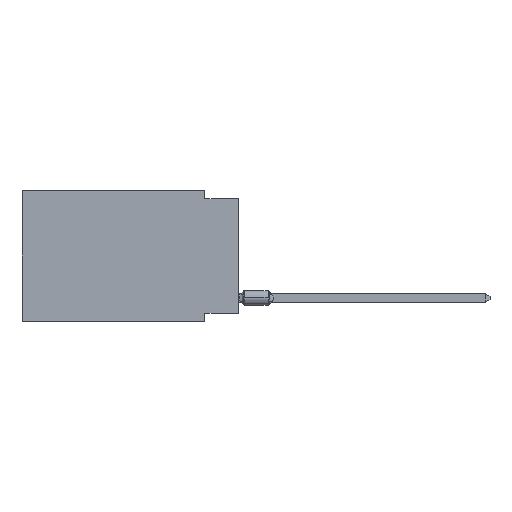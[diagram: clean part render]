
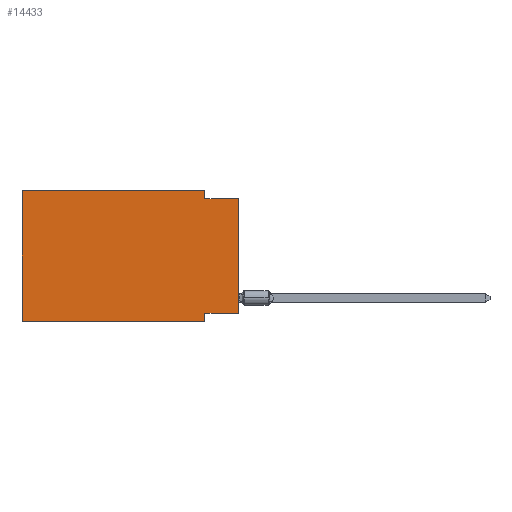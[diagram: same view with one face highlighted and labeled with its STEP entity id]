
A CAD part, left-side view. The second image highlights one B-rep face of the part: STEP entity #14433.
In plain terms, the highlighted planar face has unit normal (-1, 0, 0).
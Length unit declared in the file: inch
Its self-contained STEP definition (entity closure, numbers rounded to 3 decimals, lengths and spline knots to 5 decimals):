
#303 = LINE ( 'NONE', #14691, #11799 ) ;
#459 = VECTOR ( 'NONE', #10421, 39.37008 ) ;
#505 = ORIENTED_EDGE ( 'NONE', *, *, #15138, .F. ) ;
#1029 = LINE ( 'NONE', #14152, #4318 ) ;
#1374 = LINE ( 'NONE', #7249, #9806 ) ;
#1831 = LINE ( 'NONE', #10292, #14072 ) ;
#1993 = CARTESIAN_POINT ( 'NONE',  ( 0., 0.1, -0.365 ) ) ;
#2032 = VERTEX_POINT ( 'NONE', #6432 ) ;
#2175 = CARTESIAN_POINT ( 'NONE',  ( 0., 0.645, 0. ) ) ;
#2180 = CARTESIAN_POINT ( 'NONE',  ( 0., 0., 0. ) ) ;
#2564 = EDGE_LOOP ( 'NONE', ( #10307, #3391, #3238, #13813, #14306, #7912, #9554, #505 ) ) ;
#2811 = VECTOR ( 'NONE', #3316, 39.37008 ) ;
#3004 = DIRECTION ( 'NONE',  ( 0., 0., -1. ) ) ;
#3230 = DIRECTION ( 'NONE',  ( 0., 1., 0. ) ) ;
#3238 = ORIENTED_EDGE ( 'NONE', *, *, #11587, .F. ) ;
#3316 = DIRECTION ( 'NONE',  ( 0., -1., 0. ) ) ;
#3353 = PLANE ( 'NONE',  #5798 ) ;
#3391 = ORIENTED_EDGE ( 'NONE', *, *, #5642, .F. ) ;
#3489 = FACE_OUTER_BOUND ( 'NONE', #2564, .T. ) ;
#3501 = EDGE_CURVE ( 'NONE', #10013, #14608, #303, .T. ) ;
#3722 = CARTESIAN_POINT ( 'NONE',  ( 0., 0.1, -0.39 ) ) ;
#4318 = VECTOR ( 'NONE', #3230, 39.37008 ) ;
#4390 = VERTEX_POINT ( 'NONE', #10634 ) ;
#4401 = CARTESIAN_POINT ( 'NONE',  ( 0., 0.645, 0. ) ) ;
#4636 = VERTEX_POINT ( 'NONE', #5277 ) ;
#5277 = CARTESIAN_POINT ( 'NONE',  ( 0., 0.645, 0. ) ) ;
#5621 = DIRECTION ( 'NONE',  ( 0., 0., 1. ) ) ;
#5642 = EDGE_CURVE ( 'NONE', #4390, #2032, #6814, .T. ) ;
#5688 = LINE ( 'NONE', #2180, #11992 ) ;
#5703 = CARTESIAN_POINT ( 'NONE',  ( 0., 0., -0.025 ) ) ;
#5798 = AXIS2_PLACEMENT_3D ( 'NONE', #2175, #8346, #9521 ) ;
#5829 = VERTEX_POINT ( 'NONE', #1993 ) ;
#6432 = CARTESIAN_POINT ( 'NONE',  ( 0., 0., -0.025 ) ) ;
#6694 = VERTEX_POINT ( 'NONE', #12697 ) ;
#6764 = DIRECTION ( 'NONE',  ( 0., 0., 1. ) ) ;
#6814 = LINE ( 'NONE', #5703, #459 ) ;
#7208 = EDGE_CURVE ( 'NONE', #6694, #2032, #5688, .T. ) ;
#7249 = CARTESIAN_POINT ( 'NONE',  ( 0., 0.1, -0.39 ) ) ;
#7912 = ORIENTED_EDGE ( 'NONE', *, *, #3501, .T. ) ;
#8346 = DIRECTION ( 'NONE',  ( 1., 0., 0. ) ) ;
#9106 = CARTESIAN_POINT ( 'NONE',  ( 0., 0.645, -0.39 ) ) ;
#9387 = CARTESIAN_POINT ( 'NONE',  ( 0., 0.1, 0. ) ) ;
#9521 = DIRECTION ( 'NONE',  ( 0., 0., -1. ) ) ;
#9554 = ORIENTED_EDGE ( 'NONE', *, *, #14531, .F. ) ;
#9635 = CARTESIAN_POINT ( 'NONE',  ( 0., 0.645, 0. ) ) ;
#9806 = VECTOR ( 'NONE', #12355, 39.37008 ) ;
#10013 = VERTEX_POINT ( 'NONE', #9106 ) ;
#10292 = CARTESIAN_POINT ( 'NONE',  ( 0., 0.1, 0. ) ) ;
#10307 = ORIENTED_EDGE ( 'NONE', *, *, #7208, .T. ) ;
#10421 = DIRECTION ( 'NONE',  ( 0., -1., 0. ) ) ;
#10634 = CARTESIAN_POINT ( 'NONE',  ( 0., 0.1, -0.025 ) ) ;
#11587 = EDGE_CURVE ( 'NONE', #12799, #4390, #1831, .T. ) ;
#11799 = VECTOR ( 'NONE', #12382, 39.37008 ) ;
#11992 = VECTOR ( 'NONE', #5621, 39.37008 ) ;
#12083 = LINE ( 'NONE', #9635, #13222 ) ;
#12355 = DIRECTION ( 'NONE',  ( 0., 0., -1. ) ) ;
#12382 = DIRECTION ( 'NONE',  ( 0., -1., 0. ) ) ;
#12415 = EDGE_CURVE ( 'NONE', #10013, #4636, #12083, .T. ) ;
#12697 = CARTESIAN_POINT ( 'NONE',  ( 0., 0., -0.365 ) ) ;
#12799 = VERTEX_POINT ( 'NONE', #9387 ) ;
#13222 = VECTOR ( 'NONE', #6764, 39.37008 ) ;
#13813 = ORIENTED_EDGE ( 'NONE', *, *, #15145, .F. ) ;
#14072 = VECTOR ( 'NONE', #3004, 39.37008 ) ;
#14152 = CARTESIAN_POINT ( 'NONE',  ( 0., 0., -0.365 ) ) ;
#14306 = ORIENTED_EDGE ( 'NONE', *, *, #12415, .F. ) ;
#14433 = ADVANCED_FACE ( 'NONE', ( #3489 ), #3353, .F. ) ;
#14531 = EDGE_CURVE ( 'NONE', #5829, #14608, #1374, .T. ) ;
#14608 = VERTEX_POINT ( 'NONE', #3722 ) ;
#14691 = CARTESIAN_POINT ( 'NONE',  ( 0., 0.645, -0.39 ) ) ;
#15138 = EDGE_CURVE ( 'NONE', #6694, #5829, #1029, .T. ) ;
#15145 = EDGE_CURVE ( 'NONE', #4636, #12799, #15186, .T. ) ;
#15186 = LINE ( 'NONE', #4401, #2811 ) ;
